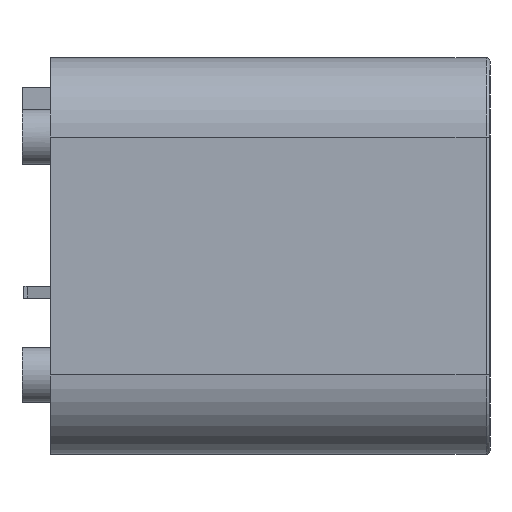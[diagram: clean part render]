
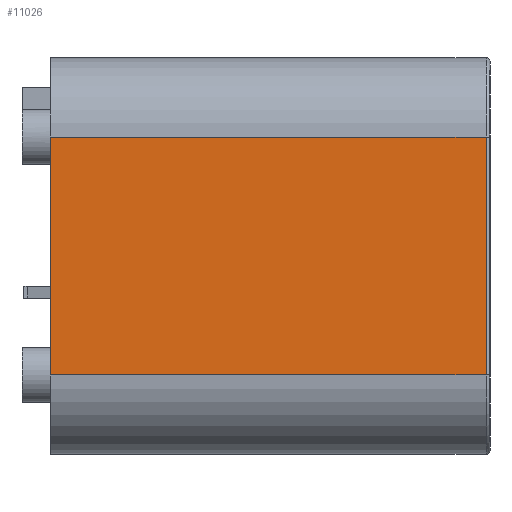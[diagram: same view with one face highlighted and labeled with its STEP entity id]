
A CAD part, left-side view. The second image highlights one B-rep face of the part: STEP entity #11026.
In plain terms, the highlighted planar face has unit normal (-1, 0, 0).
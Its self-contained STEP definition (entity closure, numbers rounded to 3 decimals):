
#1204 = VERTEX_POINT ( 'NONE', #13807 ) ;
#1756 = CARTESIAN_POINT ( 'NONE',  ( -62.5, -2., -15. ) ) ;
#1780 = ORIENTED_EDGE ( 'NONE', *, *, #20471, .T. ) ;
#1961 = DIRECTION ( 'NONE',  ( 0., 0., 1. ) ) ;
#2522 = CARTESIAN_POINT ( 'NONE',  ( -62.5, 53.4, -15. ) ) ;
#2617 = CARTESIAN_POINT ( 'NONE',  ( -62.5, -1.5, -15. ) ) ;
#3864 = PLANE ( 'NONE',  #18971 ) ;
#4419 = CARTESIAN_POINT ( 'NONE',  ( -62.5, -1.5, 15. ) ) ;
#4430 = ORIENTED_EDGE ( 'NONE', *, *, #14659, .F. ) ;
#4599 = DIRECTION ( 'NONE',  ( 0., 0., 1. ) ) ;
#4784 = ORIENTED_EDGE ( 'NONE', *, *, #12727, .F. ) ;
#5883 = VECTOR ( 'NONE', #18647, 1000. ) ;
#5920 = CARTESIAN_POINT ( 'NONE',  ( -62.5, 53.4, 15. ) ) ;
#5956 = VERTEX_POINT ( 'NONE', #14610 ) ;
#6097 = CARTESIAN_POINT ( 'NONE',  ( -62.5, -2., -15. ) ) ;
#6273 = LINE ( 'NONE', #25518, #20492 ) ;
#6556 = VERTEX_POINT ( 'NONE', #5920 ) ;
#8083 = EDGE_CURVE ( 'NONE', #1204, #22415, #21119, .T. ) ;
#8858 = DIRECTION ( 'NONE',  ( -1., 0., 0. ) ) ;
#9745 = LINE ( 'NONE', #6097, #27149 ) ;
#11026 = ADVANCED_FACE ( 'NONE', ( #27565 ), #3864, .T. ) ;
#12608 = VECTOR ( 'NONE', #4599, 1000. ) ;
#12727 = EDGE_CURVE ( 'NONE', #5956, #6556, #24020, .T. ) ;
#13807 = CARTESIAN_POINT ( 'NONE',  ( -62.5, -1.5, -15. ) ) ;
#14610 = CARTESIAN_POINT ( 'NONE',  ( -62.5, 53.4, -15. ) ) ;
#14659 = EDGE_CURVE ( 'NONE', #1204, #5956, #9745, .T. ) ;
#17438 = DIRECTION ( 'NONE',  ( 0., 1., 0. ) ) ;
#18647 = DIRECTION ( 'NONE',  ( 0., 0., 1. ) ) ;
#18971 = AXIS2_PLACEMENT_3D ( 'NONE', #1756, #8858, #1961 ) ;
#20471 = EDGE_CURVE ( 'NONE', #22415, #6556, #6273, .T. ) ;
#20492 = VECTOR ( 'NONE', #23332, 1000. ) ;
#21119 = LINE ( 'NONE', #2617, #12608 ) ;
#22415 = VERTEX_POINT ( 'NONE', #4419 ) ;
#22506 = EDGE_LOOP ( 'NONE', ( #4784, #4430, #24977, #1780 ) ) ;
#23332 = DIRECTION ( 'NONE',  ( 0., 1., 0. ) ) ;
#24020 = LINE ( 'NONE', #2522, #5883 ) ;
#24977 = ORIENTED_EDGE ( 'NONE', *, *, #8083, .T. ) ;
#25518 = CARTESIAN_POINT ( 'NONE',  ( -62.5, -2., 15. ) ) ;
#27149 = VECTOR ( 'NONE', #17438, 1000. ) ;
#27565 = FACE_OUTER_BOUND ( 'NONE', #22506, .T. ) ;
